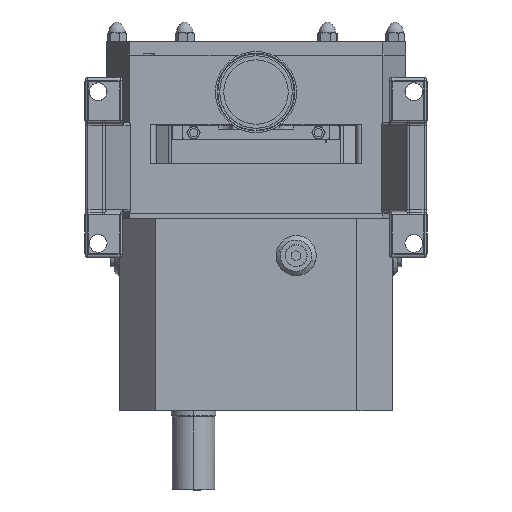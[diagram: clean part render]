
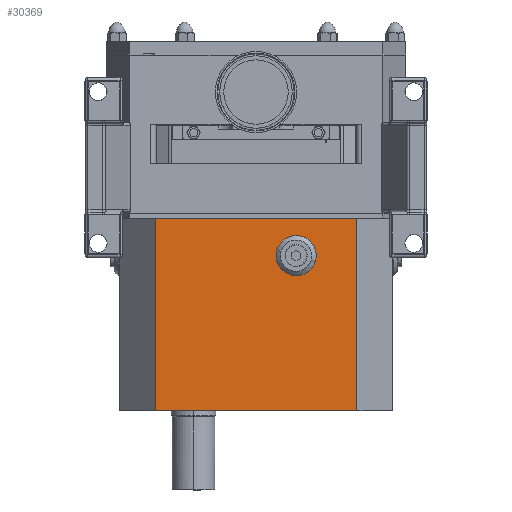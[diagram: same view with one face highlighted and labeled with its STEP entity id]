
A CAD part, front view. The second image highlights one B-rep face of the part: STEP entity #30369.
In plain terms, the highlighted planar face has unit normal (0, -1, 0).
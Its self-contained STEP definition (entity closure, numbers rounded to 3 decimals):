
#50 = EDGE_CURVE ( 'NONE', #19995, #30200, #8712, .T. ) ;
#427 = CARTESIAN_POINT ( 'NONE',  ( 113.169, -96.996, -317.95 ) ) ;
#576 = CARTESIAN_POINT ( 'NONE',  ( 113.169, -96.996, -104.95 ) ) ;
#1030 = DIRECTION ( 'NONE',  ( 0., 0., 1. ) ) ;
#1109 = CIRCLE ( 'NONE', #15945, 22.5 ) ;
#2041 = VECTOR ( 'NONE', #1030, 1000. ) ;
#3164 = EDGE_CURVE ( 'NONE', #30200, #19995, #1109, .T. ) ;
#5118 = DIRECTION ( 'NONE',  ( -1., 0., 0. ) ) ;
#5209 = VERTEX_POINT ( 'NONE', #26003 ) ;
#5484 = EDGE_CURVE ( 'NONE', #5209, #8925, #24955, .T. ) ;
#6173 = EDGE_LOOP ( 'NONE', ( #25211, #38003, #17980, #20361 ) ) ;
#6538 = VECTOR ( 'NONE', #5118, 1000. ) ;
#6661 = AXIS2_PLACEMENT_3D ( 'NONE', #7431, #23655, #32947 ) ;
#6882 = DIRECTION ( 'NONE',  ( 0., 1., 0. ) ) ;
#7431 = CARTESIAN_POINT ( 'NONE',  ( 45., -96.996, -146.95 ) ) ;
#8712 = CIRCLE ( 'NONE', #6661, 22.5 ) ;
#8925 = VERTEX_POINT ( 'NONE', #18639 ) ;
#9673 = VERTEX_POINT ( 'NONE', #17809 ) ;
#10045 = FACE_OUTER_BOUND ( 'NONE', #6173, .T. ) ;
#10328 = CARTESIAN_POINT ( 'NONE',  ( -113.169, -96.996, -317.95 ) ) ;
#11870 = CARTESIAN_POINT ( 'NONE',  ( 113.169, -96.996, -320.95 ) ) ;
#12354 = DIRECTION ( 'NONE',  ( 0., 0., 1. ) ) ;
#12833 = DIRECTION ( 'NONE',  ( -1., 0., 0. ) ) ;
#14051 = VECTOR ( 'NONE', #12833, 1000. ) ;
#14524 = EDGE_LOOP ( 'NONE', ( #21852, #33766 ) ) ;
#15736 = DIRECTION ( 'NONE',  ( 0., -1., 0. ) ) ;
#15945 = AXIS2_PLACEMENT_3D ( 'NONE', #41289, #15736, #12354 ) ;
#16191 = PLANE ( 'NONE',  #23349 ) ;
#17809 = CARTESIAN_POINT ( 'NONE',  ( 113.169, -96.996, -104.95 ) ) ;
#17980 = ORIENTED_EDGE ( 'NONE', *, *, #19431, .F. ) ;
#18639 = CARTESIAN_POINT ( 'NONE',  ( -113.169, -96.996, -104.95 ) ) ;
#19431 = EDGE_CURVE ( 'NONE', #22536, #5209, #33996, .T. ) ;
#19797 = DIRECTION ( 'NONE',  ( 0., 0., 1. ) ) ;
#19831 = EDGE_CURVE ( 'NONE', #9673, #8925, #22507, .T. ) ;
#19995 = VERTEX_POINT ( 'NONE', #38066 ) ;
#20361 = ORIENTED_EDGE ( 'NONE', *, *, #25026, .T. ) ;
#21852 = ORIENTED_EDGE ( 'NONE', *, *, #50, .F. ) ;
#22507 = LINE ( 'NONE', #576, #14051 ) ;
#22536 = VERTEX_POINT ( 'NONE', #35735 ) ;
#22992 = LINE ( 'NONE', #427, #2041 ) ;
#23349 = AXIS2_PLACEMENT_3D ( 'NONE', #26449, #6882, #32400 ) ;
#23655 = DIRECTION ( 'NONE',  ( 0., -1., 0. ) ) ;
#24955 = LINE ( 'NONE', #10328, #32608 ) ;
#25026 = EDGE_CURVE ( 'NONE', #22536, #9673, #22992, .T. ) ;
#25211 = ORIENTED_EDGE ( 'NONE', *, *, #19831, .T. ) ;
#26003 = CARTESIAN_POINT ( 'NONE',  ( -113.169, -96.996, -320.95 ) ) ;
#26449 = CARTESIAN_POINT ( 'NONE',  ( 113.169, -96.996, -317.95 ) ) ;
#30200 = VERTEX_POINT ( 'NONE', #36439 ) ;
#30369 = ADVANCED_FACE ( 'NONE', ( #38713, #10045 ), #16191, .F. ) ;
#32400 = DIRECTION ( 'NONE',  ( 0., 0., 1. ) ) ;
#32608 = VECTOR ( 'NONE', #19797, 1000. ) ;
#32947 = DIRECTION ( 'NONE',  ( 0., 0., 1. ) ) ;
#33766 = ORIENTED_EDGE ( 'NONE', *, *, #3164, .F. ) ;
#33996 = LINE ( 'NONE', #11870, #6538 ) ;
#35735 = CARTESIAN_POINT ( 'NONE',  ( 113.169, -96.996, -320.95 ) ) ;
#36439 = CARTESIAN_POINT ( 'NONE',  ( 38.518, -96.996, -168.496 ) ) ;
#38003 = ORIENTED_EDGE ( 'NONE', *, *, #5484, .F. ) ;
#38066 = CARTESIAN_POINT ( 'NONE',  ( 51.482, -96.996, -125.404 ) ) ;
#38713 = FACE_BOUND ( 'NONE', #14524, .T. ) ;
#41289 = CARTESIAN_POINT ( 'NONE',  ( 45., -96.996, -146.95 ) ) ;
